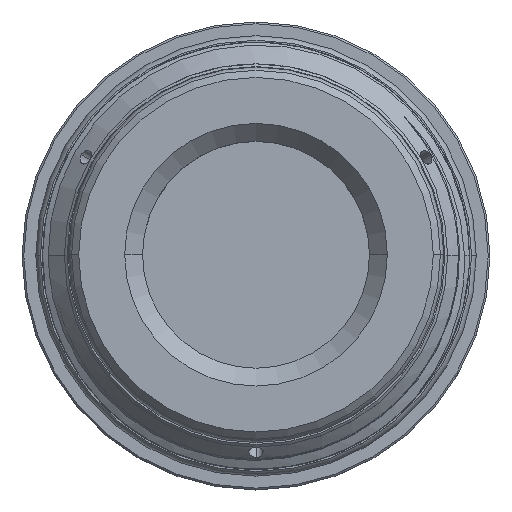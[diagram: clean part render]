
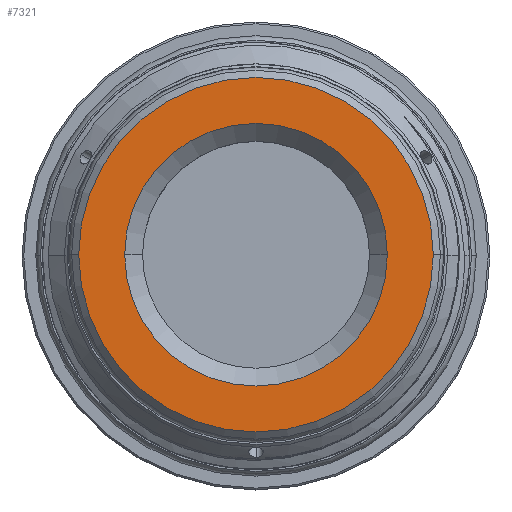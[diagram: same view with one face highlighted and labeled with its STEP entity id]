
A CAD part, top view. The second image highlights one B-rep face of the part: STEP entity #7321.
In plain terms, the highlighted planar face has unit normal (0, 0, 1).
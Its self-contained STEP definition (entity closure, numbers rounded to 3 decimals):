
#440 = EDGE_CURVE ( 'NONE', #8388, #550, #14865, .T. ) ;
#550 = VERTEX_POINT ( 'NONE', #9869 ) ;
#688 = EDGE_LOOP ( 'NONE', ( #4551, #7008 ) ) ;
#917 = CARTESIAN_POINT ( 'NONE',  ( 0., 0., 52.45 ) ) ;
#1422 = FACE_BOUND ( 'NONE', #4251, .T. ) ;
#1693 = AXIS2_PLACEMENT_3D ( 'NONE', #8463, #2047, #13555 ) ;
#1788 = ORIENTED_EDGE ( 'NONE', *, *, #16555, .T. ) ;
#1983 = AXIS2_PLACEMENT_3D ( 'NONE', #917, #6329, #7611 ) ;
#2047 = DIRECTION ( 'NONE',  ( 0., 0., -1. ) ) ;
#2483 = EDGE_CURVE ( 'NONE', #12000, #11066, #15227, .T. ) ;
#2823 = DIRECTION ( 'NONE',  ( -1., 0., 0. ) ) ;
#3379 = DIRECTION ( 'NONE',  ( 0., 0., -1. ) ) ;
#4251 = EDGE_LOOP ( 'NONE', ( #1788, #6170 ) ) ;
#4327 = AXIS2_PLACEMENT_3D ( 'NONE', #5186, #9026, #7785 ) ;
#4551 = ORIENTED_EDGE ( 'NONE', *, *, #440, .F. ) ;
#5186 = CARTESIAN_POINT ( 'NONE',  ( 0., 0., 52.45 ) ) ;
#5617 = DIRECTION ( 'NONE',  ( 0., 0., -1. ) ) ;
#5958 = CARTESIAN_POINT ( 'NONE',  ( 0., 0., 52.45 ) ) ;
#6170 = ORIENTED_EDGE ( 'NONE', *, *, #2483, .T. ) ;
#6205 = CARTESIAN_POINT ( 'NONE',  ( 14.7, 0., 52.45 ) ) ;
#6284 = AXIS2_PLACEMENT_3D ( 'NONE', #11893, #5617, #2823 ) ;
#6329 = DIRECTION ( 'NONE',  ( 0., 0., -1. ) ) ;
#7008 = ORIENTED_EDGE ( 'NONE', *, *, #9198, .F. ) ;
#7321 = ADVANCED_FACE ( 'NONE', ( #1422, #11361 ), #14899, .F. ) ;
#7611 = DIRECTION ( 'NONE',  ( -1., 0., 0. ) ) ;
#7652 = CIRCLE ( 'NONE', #6284, 14.7 ) ;
#7785 = DIRECTION ( 'NONE',  ( -1., 0., 0. ) ) ;
#8388 = VERTEX_POINT ( 'NONE', #12453 ) ;
#8463 = CARTESIAN_POINT ( 'NONE',  ( 0., 0., 52.45 ) ) ;
#8945 = CARTESIAN_POINT ( 'NONE',  ( -14.7, 0., 52.45 ) ) ;
#9026 = DIRECTION ( 'NONE',  ( 0., 0., -1. ) ) ;
#9198 = EDGE_CURVE ( 'NONE', #550, #8388, #12743, .T. ) ;
#9869 = CARTESIAN_POINT ( 'NONE',  ( 19.84, 0., 52.45 ) ) ;
#11066 = VERTEX_POINT ( 'NONE', #6205 ) ;
#11361 = FACE_OUTER_BOUND ( 'NONE', #688, .T. ) ;
#11893 = CARTESIAN_POINT ( 'NONE',  ( 0., 0., 52.45 ) ) ;
#12000 = VERTEX_POINT ( 'NONE', #8945 ) ;
#12453 = CARTESIAN_POINT ( 'NONE',  ( -19.84, 0., 52.45 ) ) ;
#12743 = CIRCLE ( 'NONE', #1983, 19.84 ) ;
#13555 = DIRECTION ( 'NONE',  ( -1., 0., 0. ) ) ;
#13637 = DIRECTION ( 'NONE',  ( -1., 0., 0. ) ) ;
#14865 = CIRCLE ( 'NONE', #4327, 19.84 ) ;
#14899 = PLANE ( 'NONE',  #1693 ) ;
#15227 = CIRCLE ( 'NONE', #16428, 14.7 ) ;
#16428 = AXIS2_PLACEMENT_3D ( 'NONE', #5958, #3379, #13637 ) ;
#16555 = EDGE_CURVE ( 'NONE', #11066, #12000, #7652, .T. ) ;
